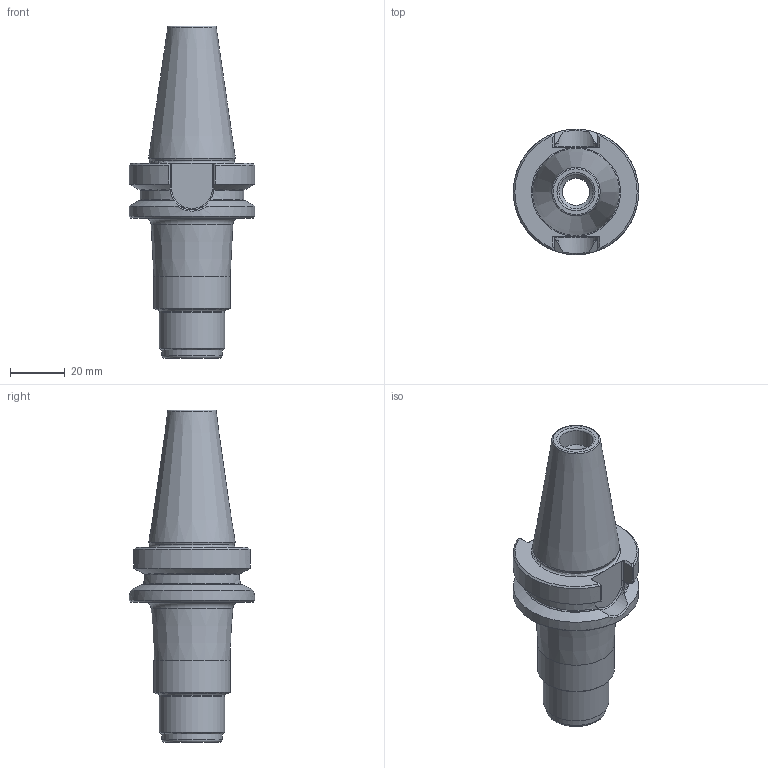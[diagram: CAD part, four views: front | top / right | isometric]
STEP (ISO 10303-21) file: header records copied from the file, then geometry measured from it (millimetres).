
FILE_DESCRIPTION(/* description */ (''),/* implementation_level */ '2;1');
FILE_NAME(/* name */ '513011640.stp',/* time_stamp */ '2021-06-01T08:26:25',/* author */ ('LRA'),/* organization */ ('REGO-FIX'),/* preprocessor_version */ ' Unknown',/* originating_system */ 'SIEMENS PLM Software Solid Edge ST10',/* authorization */ 'Unknown');
FILE_SCHEMA (('AUTOMOTIVE_DESIGN { 1 0 10303 214 2 1 1}'));
Length unit declared in the file: millimetre
Products named in the file (1): NOCUT
Bounding box: 46 x 46 x 121.7 mm (x, y, z)
Volume: 70389.6 mm3; surface area: 18043.6 mm2
Topology: 1 solids, 1 shells, 89 faces, 231 edges, 146 vertices
Faces by surface type: plane 32, cylinder 23, cone 15, torus 13, bspline 6
Full cylindrical faces by diameter (mm): 10.106 x2, 11 x1, 12.5 x1, 22 x1, 24 x2, 28 x1, 46 x1
Entity records: 3352 total; most frequent: CARTESIAN_POINT 737, ORIENTED_EDGE 400, DIRECTION 386, EDGE_CURVE 200, AXIS2_PLACEMENT_3D 165, VERTEX_POINT 140, EDGE_LOOP 118, FACE_BOUND 118
